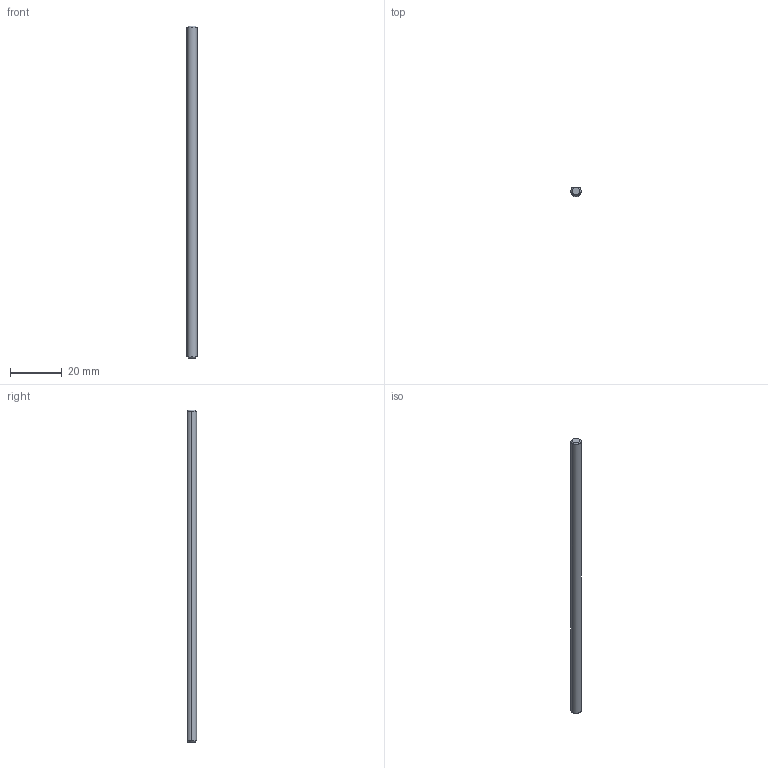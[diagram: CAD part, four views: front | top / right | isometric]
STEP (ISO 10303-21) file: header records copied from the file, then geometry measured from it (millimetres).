
FILE_DESCRIPTION (( 'STEP AP214' ), '1' );
FILE_NAME ('D shaft 4x128mmD倰粣.step', '2016-10-28T04:18:10', ( 'dell' ), ( '' ), 'SwSTEP 2.0', 'SolidWorks 2013', '' );
FILE_SCHEMA (( 'AUTOMOTIVE_DESIGN' ));
Length unit declared in the file: millimetre
Products named in the file (1): D shaft 4x128mmD倰粣
Bounding box: 4 x 3.5 x 128 mm (x, y, z)
Volume: 1490.1 mm3; surface area: 1593.6 mm2
Topology: 1 solids, 1 shells, 12 faces, 24 edges, 14 vertices
Faces by surface type: cone 6, cylinder 3, plane 3
Entity records: 362 total; most frequent: CARTESIAN_POINT 75, DIRECTION 58, ORIENTED_EDGE 48, AXIS2_PLACEMENT_3D 25, EDGE_CURVE 24, VERTEX_POINT 14, FACE_OUTER_BOUND 12, ADVANCED_FACE 12
